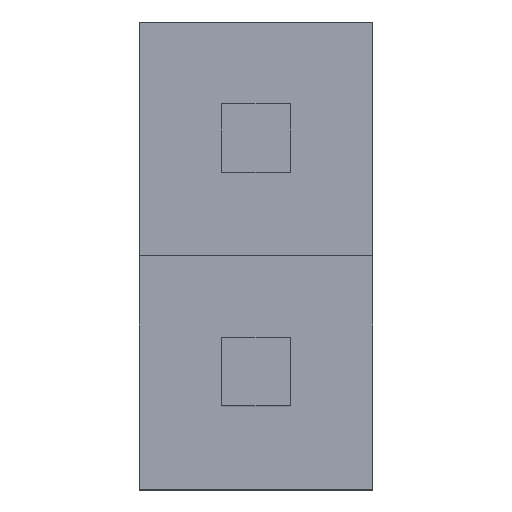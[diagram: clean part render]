
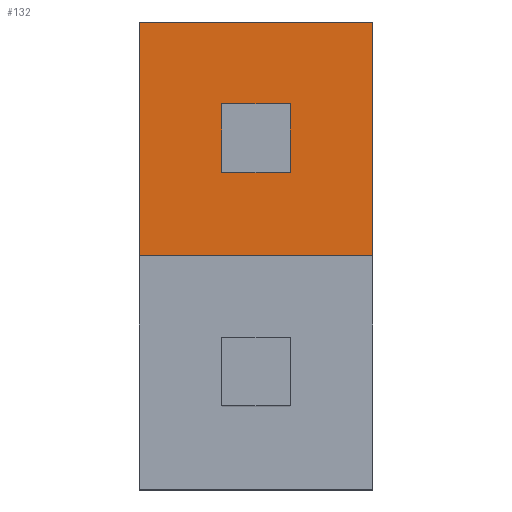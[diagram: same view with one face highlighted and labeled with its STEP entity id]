
A CAD part, top view. The second image highlights one B-rep face of the part: STEP entity #132.
In plain terms, the highlighted planar face has unit normal (0, 0, 1).
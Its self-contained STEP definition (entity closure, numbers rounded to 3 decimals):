
#13=DIRECTION('',(0.,0.,1.));
#14=DIRECTION('',(1.,0.,0.));
#54=VERTEX_POINT('',#55);
#55=CARTESIAN_POINT('',(-1.27,-1.271,2.5));
#63=VECTOR('',#64,1.);
#64=DIRECTION('',(0.,1.,0.));
#67=VERTEX_POINT('',#68);
#68=CARTESIAN_POINT('',(-1.27,1.271,2.5));
#70=ORIENTED_EDGE('',*,*,#71,.F.);
#71=EDGE_CURVE('',#54,#67,#72,.T.);
#72=LINE('',#55,#63);
#82=VERTEX_POINT('',#83);
#83=CARTESIAN_POINT('',(1.27,-1.271,2.5));
#92=VERTEX_POINT('',#93);
#93=CARTESIAN_POINT('',(1.27,1.271,2.5));
#96=EDGE_CURVE('',#82,#92,#97,.T.);
#97=LINE('',#83,#63);
#106=VECTOR('',#14,1.);
#108=ORIENTED_EDGE('',*,*,#109,.T.);
#109=EDGE_CURVE('',#54,#82,#110,.T.);
#110=LINE('',#55,#106);
#120=EDGE_CURVE('',#67,#92,#121,.T.);
#121=LINE('',#68,#106);
#132=ADVANCED_FACE('',(#133),#137,.T.);
#133=FACE_BOUND('',#134,.T.);
#134=EDGE_LOOP('',(#70,#108,#135,#136));
#135=ORIENTED_EDGE('',*,*,#96,.T.);
#136=ORIENTED_EDGE('',*,*,#120,.F.);
#137=PLANE('',#138);
#138=AXIS2_PLACEMENT_3D('',#55,#13,#14);
